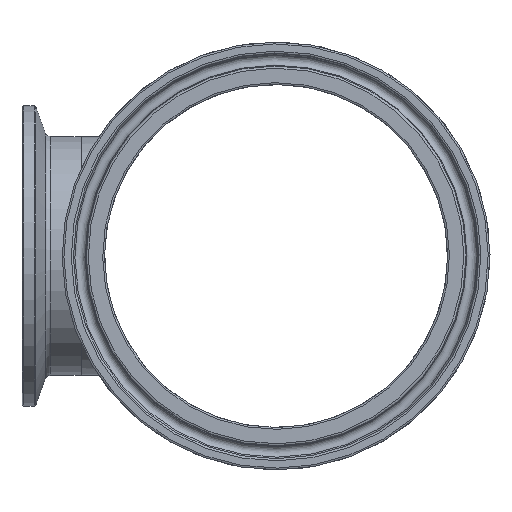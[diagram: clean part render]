
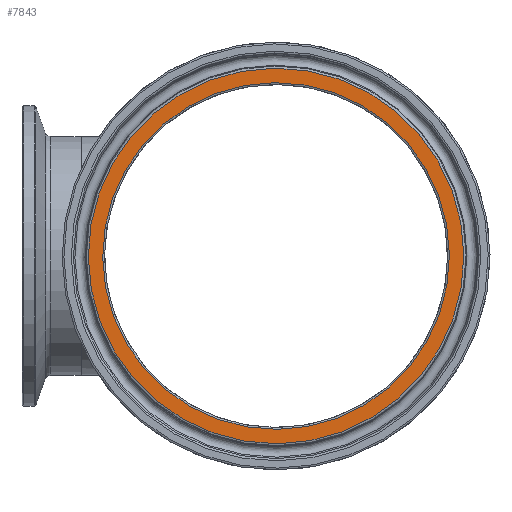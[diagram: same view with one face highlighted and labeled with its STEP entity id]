
A CAD part, left-side view. The second image highlights one B-rep face of the part: STEP entity #7843.
In plain terms, the highlighted planar face has unit normal (-1, 0, 0).
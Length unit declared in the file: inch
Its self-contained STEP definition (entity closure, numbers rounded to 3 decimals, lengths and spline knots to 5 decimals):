
#177=FACE_BOUND('',#1511,.T.);
#363=PLANE('',#8309);
#987=FACE_OUTER_BOUND('',#1510,.T.);
#1510=EDGE_LOOP('',(#7222));
#1511=EDGE_LOOP('',(#7223));
#3117=CIRCLE('',#8308,1.45);
#3118=CIRCLE('',#8310,1.57066);
#3885=VERTEX_POINT('',#17162);
#3886=VERTEX_POINT('',#17165);
#5007=EDGE_CURVE('',#3885,#3885,#3117,.T.);
#5008=EDGE_CURVE('',#3886,#3886,#3118,.T.);
#7222=ORIENTED_EDGE('',*,*,#5008,.F.);
#7223=ORIENTED_EDGE('',*,*,#5007,.F.);
#7843=ADVANCED_FACE('',(#987,#177),#363,.T.);
#8308=AXIS2_PLACEMENT_3D('',#17163,#9731,#9732);
#8309=AXIS2_PLACEMENT_3D('',#17164,#9733,#9734);
#8310=AXIS2_PLACEMENT_3D('',#17166,#9735,#9736);
#9731=DIRECTION('center_axis',(-1.,0.,0.));
#9732=DIRECTION('ref_axis',(0.,-0.986,-0.167));
#9733=DIRECTION('center_axis',(-1.,0.,0.));
#9734=DIRECTION('ref_axis',(0.,-0.167,0.986));
#9735=DIRECTION('center_axis',(1.,0.,0.));
#9736=DIRECTION('ref_axis',(0.,-0.986,-0.167));
#17162=CARTESIAN_POINT('',(-3.875,1.42965,0.24209));
#17163=CARTESIAN_POINT('Origin',(-3.875,0.,0.));
#17164=CARTESIAN_POINT('Origin',(-3.875,1.56242,0.26457));
#17165=CARTESIAN_POINT('',(-3.875,1.54861,0.26224));
#17166=CARTESIAN_POINT('Origin',(-3.875,0.,0.));
